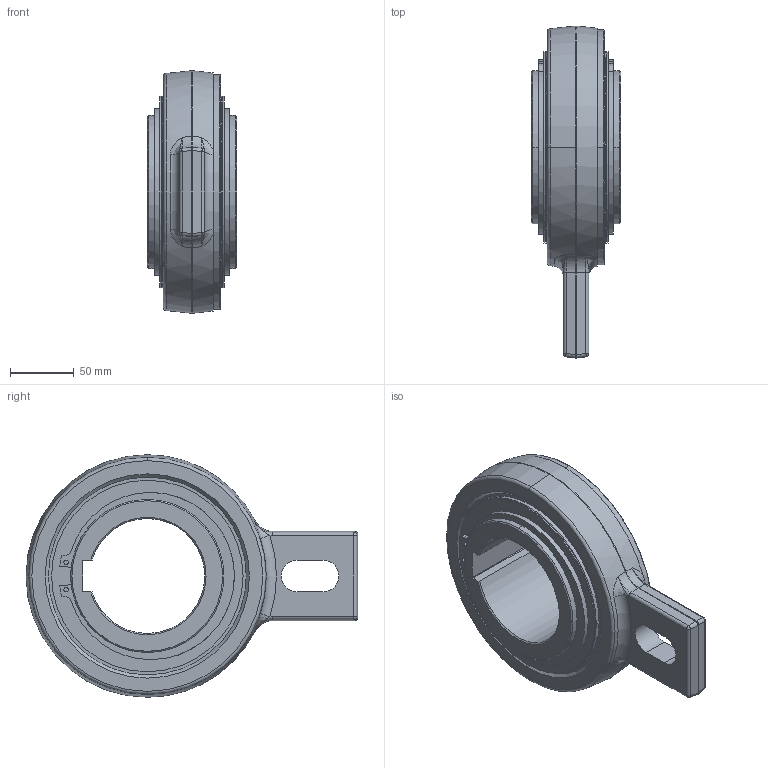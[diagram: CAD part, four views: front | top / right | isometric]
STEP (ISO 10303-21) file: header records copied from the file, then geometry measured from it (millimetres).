
FILE_DESCRIPTION((''),'2;1');
FILE_NAME('_CGS_TEMP_IGS','2023-05-19T',('SYSTEM'),(''),'PRO/ENGINEER BY PARAMETRIC TECHNOLOGY CORPORATION, 2016360','PRO/ENGINEER BY PARAMETRIC TECHNOLOGY CORPORATION, 2016360','');
FILE_SCHEMA(('AUTOMOTIVE_DESIGN { 1 0 10303 214 1 1 1 1 }'));
Length unit declared in the file: inch
Products named in the file (1): _CGS_TEMP_IGS
Bounding box: 70 x 259.97 x 189.97 mm (x, y, z)
Volume: 1133788.7 mm3; surface area: 255128.5 mm2
Topology: 1 solids, 4 shells, 1753 faces, 5121 edges, 3251 vertices
Faces by surface type: plane 1453, cylinder 230, cone 31, torus 23, bspline 10, sphere 6
Entity records: 59582 total; most frequent: CARTESIAN_POINT 11033, DIRECTION 10291, ORIENTED_EDGE 10230, EDGE_CURVE 5115, AXIS2_PLACEMENT_3D 3501, VECTOR 3289, LINE 3289, VERTEX_POINT 3251
